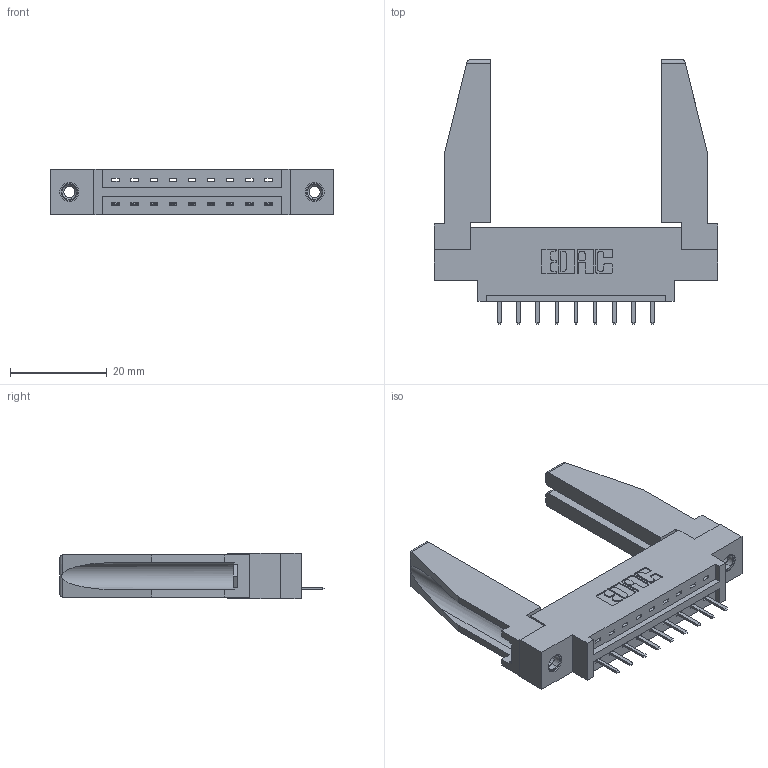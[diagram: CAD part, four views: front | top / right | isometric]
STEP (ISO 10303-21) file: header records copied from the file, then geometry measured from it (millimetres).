
FILE_DESCRIPTION (( 'STEP AP203' ), '1' );
FILE_NAME ('387-009-520-678.STEP', '2019-10-02T04:36:18', ( '' ), ( '' ), 'SwSTEP 2.0', 'SolidWorks 2016', '' );
FILE_SCHEMA (( 'CONFIG_CONTROL_DESIGN' ));
Length unit declared in the file: inch
Products named in the file (5): 345-292-001_345-293-120; 337 Part_0.170 Offset - 0.156 Dia-TI; 307-220-078; 345-250-001_345-250-001-102; 387-009-520-678
Assembly tree (14 placements, depth 2):
  387-009-520-678
    337 Part_0.170 Offset - 0.156 Dia-TI
    345-292-001_345-293-120  x9
    345-250-001_345-250-001-102  x2
    307-220-078  x2
Bounding box: 58.67 x 54.82 x 9.4 mm (x, y, z)
Volume: 9535.2 mm3; surface area: 9383.6 mm2
Topology: 14 solids, 14 shells, 842 faces, 2417 edges, 1578 vertices
Faces by surface type: plane 590, cylinder 236, cone 12, torus 4
Entity records: 13644 total; most frequent: CARTESIAN_POINT 2379, ORIENTED_EDGE 2268, DIRECTION 2068, EDGE_CURVE 1134, LINE 964, VECTOR 964, VERTEX_POINT 748, AXIS2_PLACEMENT_3D 552
